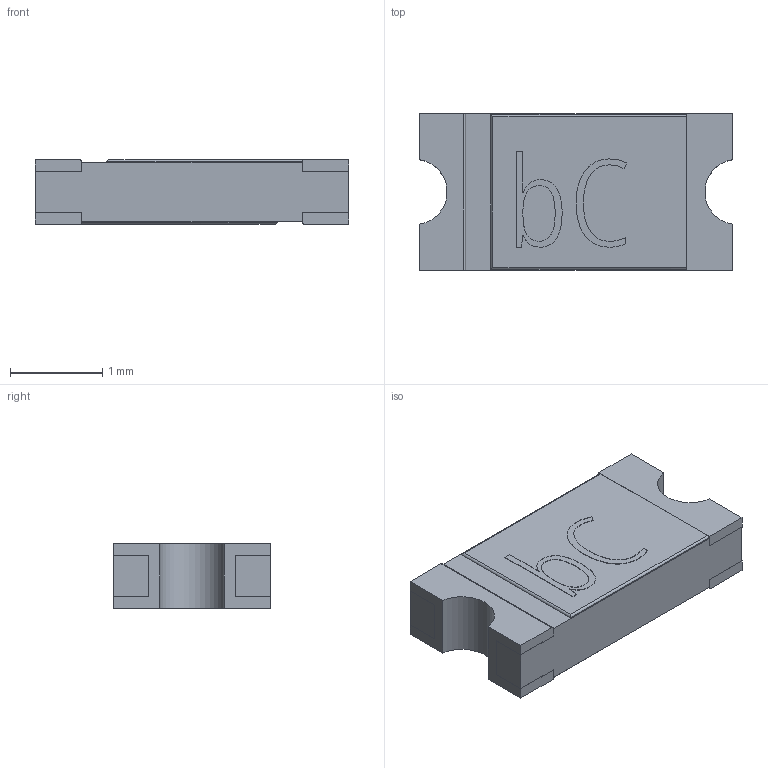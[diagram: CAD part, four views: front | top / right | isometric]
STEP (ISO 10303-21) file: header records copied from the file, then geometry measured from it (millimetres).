
FILE_DESCRIPTION(('FreeCAD Model'),'2;1');
FILE_NAME('0ZCJ0005FF2E.step','2020-07-08T16:31:54',('Author'),(''), 'Open CASCADE STEP processor 7.3','FreeCAD','Unknown');
FILE_SCHEMA(('AUTOMOTIVE_DESIGN { 1 0 10303 214 1 1 1 1 }'));
Length unit declared in the file: millimetre
Products named in the file (1): 0ZCJ0005FF2E
Bounding box: 3.4 x 1.7 x 0.71 mm (x, y, z)
Volume: 3.8 mm3; surface area: 18.5 mm2
Topology: 1 solids, 1 shells, 154 faces, 434 edges, 288 vertices
Faces by surface type: plane 74, extrusion 70, cylinder 10
Entity records: 11831 total; most frequent: CARTESIAN_POINT 2557, DIRECTION 1262, VECTOR 1056, LINE 986, ORIENTED_EDGE 868, PCURVE 868, DEFINITIONAL_REPRESENTATION 868, EDGE_CURVE 434
